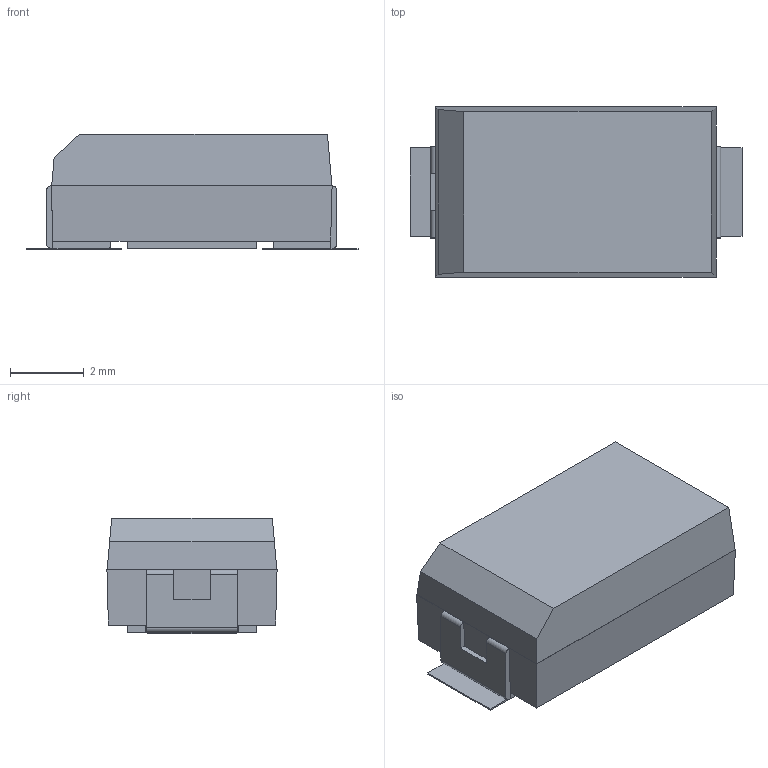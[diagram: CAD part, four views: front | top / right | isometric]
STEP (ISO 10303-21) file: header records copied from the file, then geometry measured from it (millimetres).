
FILE_DESCRIPTION (( 'STEP AP214' ), '1' );
FILE_NAME ('SOD-73412071710439599.step', '2006-12-07T22:10:43', ( 'sysAdmin' ), ( 'SolidWorks' ), 'SwSTEP 2.0', 'SolidWorks 2007', '' );
FILE_SCHEMA (( 'AUTOMOTIVE_DESIGN' ));
Length unit declared in the file: inch
Products named in the file (1): SOD-73412071710439599
Bounding box: 9 x 4.61 x 3.13 mm (x, y, z)
Volume: 103.3 mm3; surface area: 153.4 mm2
Topology: 1 solids, 1 shells, 60 faces, 154 edges, 98 vertices
Faces by surface type: plane 53, cylinder 7
Entity records: 2587 total; most frequent: CARTESIAN_POINT 313, ORIENTED_EDGE 308, DIRECTION 290, EDGE_CURVE 154, VECTOR 140, LINE 140, VERTEX_POINT 98, AXIS2_PLACEMENT_3D 75
